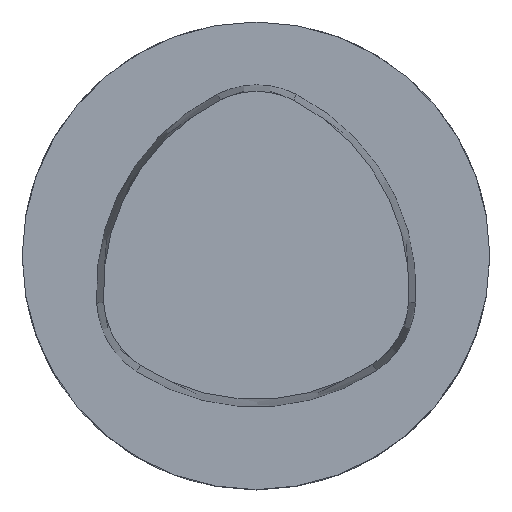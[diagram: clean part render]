
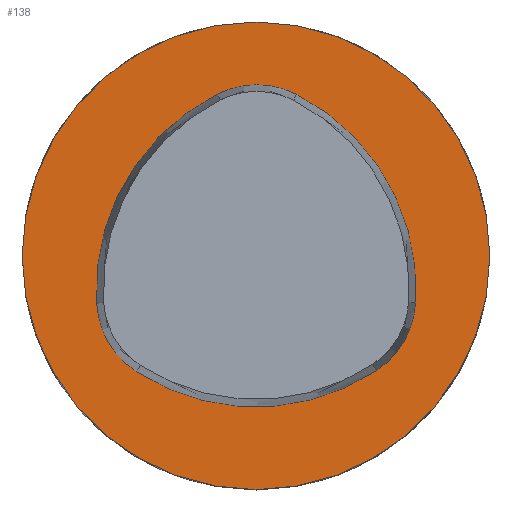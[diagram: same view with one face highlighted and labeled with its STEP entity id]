
A CAD part, top view. The second image highlights one B-rep face of the part: STEP entity #138.
In plain terms, the highlighted planar face has unit normal (0, 0, 1).
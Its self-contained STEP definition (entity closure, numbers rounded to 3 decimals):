
#109=CIRCLE('',#904,16.);
#138=ADVANCED_FACE('',(#217),#184,.T.);
#184=PLANE('',#910);
#217=FACE_OUTER_BOUND('',#271,.T.);
#271=EDGE_LOOP('',(#385));
#385=ORIENTED_EDGE('',*,*,#670,.F.);
#588=VERTEX_POINT('',#1429);
#670=EDGE_CURVE('',#588,#588,#109,.T.);
#904=AXIS2_PLACEMENT_3D('',#1428,#1048,#1049);
#910=AXIS2_PLACEMENT_3D('',#1447,#1064,#1065);
#1048=DIRECTION('',(0.,0.,-1.));
#1049=DIRECTION('',(1.,0.,0.));
#1064=DIRECTION('',(0.,0.,1.));
#1065=DIRECTION('',(-1.,0.,0.));
#1428=CARTESIAN_POINT('',(0.,0.,0.));
#1429=CARTESIAN_POINT('',(16.,0.,0.));
#1447=CARTESIAN_POINT('',(0.,0.,0.));
